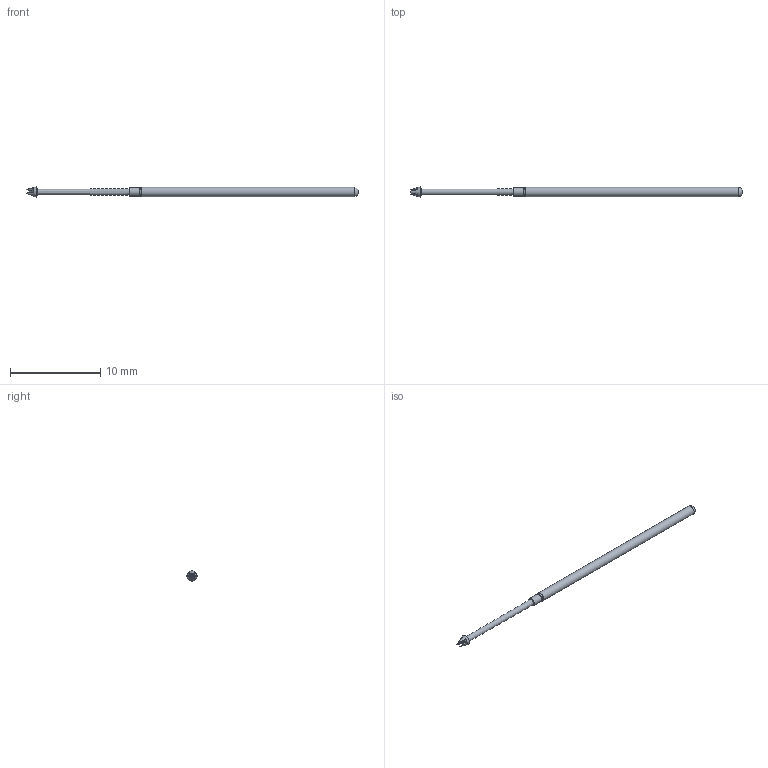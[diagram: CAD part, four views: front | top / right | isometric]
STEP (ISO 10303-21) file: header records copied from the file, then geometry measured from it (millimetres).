
FILE_DESCRIPTION (( 'STEP AP214' ), '1' );
FILE_NAME ('075-PR4008_.STEP', '2017-10-11T17:19:43', ( '' ), ( '' ), 'SwSTEP 2.0', 'SolidWorks 2017', '' );
FILE_SCHEMA (( 'AUTOMOTIVE_DESIGN' ));
Length unit declared in the file: inch
Products named in the file (1): 075-PR4008_
Bounding box: 36.83 x 1.15 x 1.15 mm (x, y, z)
Volume: 24.6 mm3; surface area: 106.7 mm2
Topology: 1 solids, 1 shells, 51 faces, 119 edges, 71 vertices
Faces by surface type: cone 23, cylinder 20, plane 5, torus 3
Full cylindrical faces by diameter (mm): 0.914 x1, 1.021 x1
Entity records: 2120 total; most frequent: CARTESIAN_POINT 453, ORIENTED_EDGE 214, DIRECTION 168, EDGE_CURVE 107, AXIS2_PLACEMENT_3D 84, VERTEX_POINT 69, EDGE_LOOP 62, B_SPLINE_CURVE_WITH_KNOTS 60
